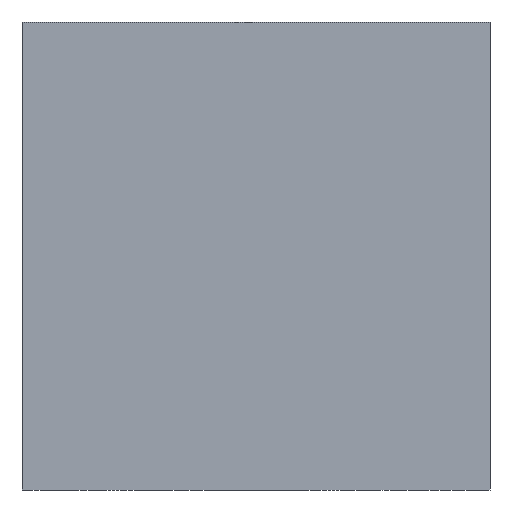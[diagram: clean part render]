
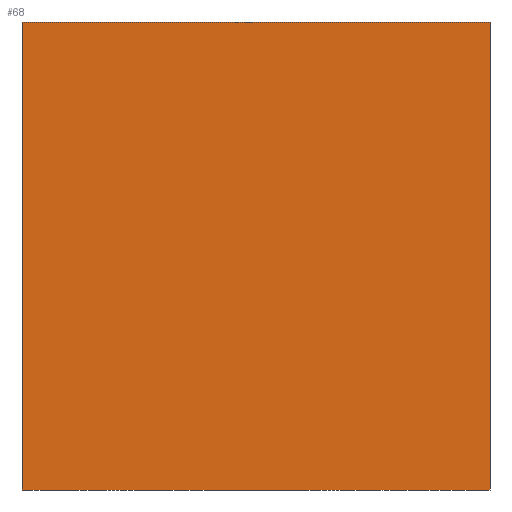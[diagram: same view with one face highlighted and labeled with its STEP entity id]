
A CAD part, front view. The second image highlights one B-rep face of the part: STEP entity #68.
In plain terms, the highlighted planar face has unit normal (0, -1, 0).
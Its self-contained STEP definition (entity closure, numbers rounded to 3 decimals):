
#46=PLANE('',#140);
#48=LINE('',#2704,#56);
#50=LINE('',#2708,#58);
#53=LINE('',#2714,#61);
#54=LINE('',#2716,#62);
#56=VECTOR('',#144,1.);
#58=VECTOR('',#148,1.);
#61=VECTOR('',#153,1.);
#62=VECTOR('',#156,1.);
#68=ADVANCED_FACE('',(#75),#46,.F.);
#75=FACE_OUTER_BOUND('',#81,.T.);
#81=EDGE_LOOP('',(#104,#105,#106,#107));
#104=ORIENTED_EDGE('',*,*,#123,.F.);
#105=ORIENTED_EDGE('',*,*,#128,.F.);
#106=ORIENTED_EDGE('',*,*,#129,.F.);
#107=ORIENTED_EDGE('',*,*,#125,.F.);
#113=VERTEX_POINT('',#2703);
#114=VERTEX_POINT('',#2705);
#115=VERTEX_POINT('',#2709);
#116=VERTEX_POINT('',#2713);
#123=EDGE_CURVE('',#113,#114,#48,.T.);
#125=EDGE_CURVE('',#114,#115,#50,.T.);
#128=EDGE_CURVE('',#116,#113,#53,.T.);
#129=EDGE_CURVE('',#115,#116,#54,.T.);
#140=AXIS2_PLACEMENT_3D('',#2718,#159,#160);
#144=DIRECTION('',(0.,0.,-1.));
#148=DIRECTION('',(-1.,0.,0.));
#153=DIRECTION('',(1.,0.,0.));
#156=DIRECTION('',(0.,0.,1.));
#159=DIRECTION('',(0.,1.,0.));
#160=DIRECTION('',(0.,0.,1.));
#2703=CARTESIAN_POINT('',(15.,-15.,30.));
#2704=CARTESIAN_POINT('',(15.,-15.,30.));
#2705=CARTESIAN_POINT('',(15.,-15.,0.));
#2708=CARTESIAN_POINT('',(15.,-15.,0.));
#2709=CARTESIAN_POINT('',(-15.,-15.,0.));
#2713=CARTESIAN_POINT('',(-15.,-15.,30.));
#2714=CARTESIAN_POINT('',(-15.,-15.,30.));
#2716=CARTESIAN_POINT('',(-15.,-15.,0.));
#2718=CARTESIAN_POINT('',(0.,-15.,0.));
